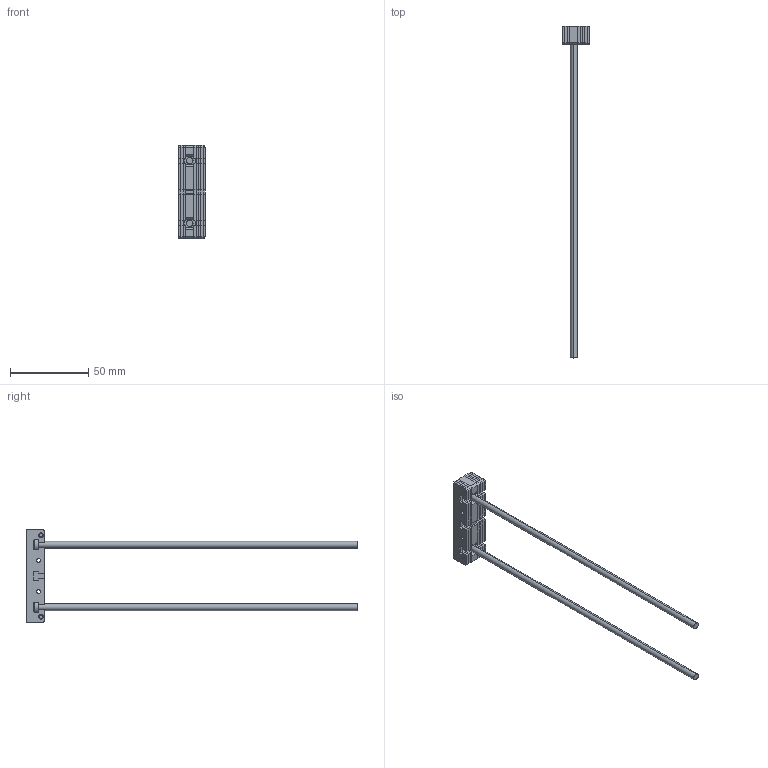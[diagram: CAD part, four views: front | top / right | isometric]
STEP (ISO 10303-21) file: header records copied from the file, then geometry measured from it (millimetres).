
FILE_DESCRIPTION (( 'STEP AP203' ), '1' );
FILE_NAME ('2505.STEP', '2023-01-10T14:41:06', ( '' ), ( '' ), 'SwSTEP 2.0', 'SolidWorks 2019', '' );
FILE_SCHEMA (( 'CONFIG_CONTROL_DESIGN' ));
Length unit declared in the file: millimetre
Products named in the file (6): Lamela_60 4bd705f801847820205be7f30adf97db; Bolt_60 4bd705f801847820205be7f30adf97db; Lamellar_Gas_Vent_ISGL60 4bd705f801847820205be7f30adf97db; Lamela_60_R 4bd705f801847820205be7f30adf97db; Pin_60 4bd705f801847820205be7f30adf97db; 2505
Assembly tree (12 placements, depth 2):
  2505
    Lamellar_Gas_Vent_ISGL60 4bd705f801847820205be7f30adf97db
    Lamela_60 4bd705f801847820205be7f30adf97db  x6
    Lamela_60_R 4bd705f801847820205be7f30adf97db
    Bolt_60 4bd705f801847820205be7f30adf97db  x2
    Pin_60 4bd705f801847820205be7f30adf97db  x2
Bounding box: 17.04 x 212 x 60 mm (x, y, z)
Volume: 16535.6 mm3; surface area: 20827.8 mm2
Topology: 13 solids, 13 shells, 496 faces, 1388 edges, 920 vertices
Faces by surface type: plane 290, cylinder 190, cone 16
Entity records: 7888 total; most frequent: CARTESIAN_POINT 1242, DIRECTION 1242, ORIENTED_EDGE 1208, EDGE_CURVE 604, LINE 426, VECTOR 426, AXIS2_PLACEMENT_3D 408, VERTEX_POINT 400
